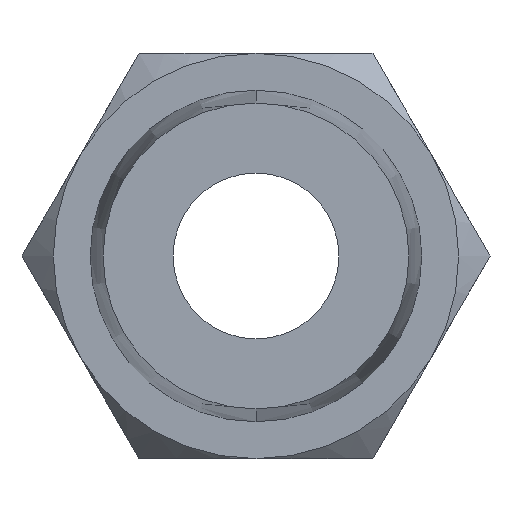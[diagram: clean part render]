
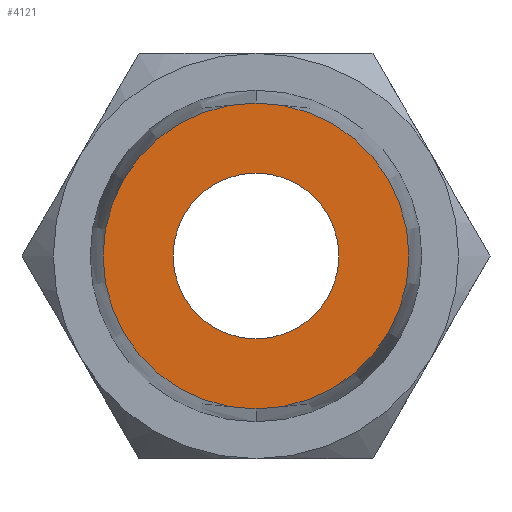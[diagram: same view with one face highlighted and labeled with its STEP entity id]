
A CAD part, left-side view. The second image highlights one B-rep face of the part: STEP entity #4121.
In plain terms, the highlighted planar face has unit normal (-1, 0, 0).
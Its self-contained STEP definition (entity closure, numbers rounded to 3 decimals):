
#89 = CARTESIAN_POINT ( 'NONE',  ( 0., 0., -4.15 ) ) ;
#105 = EDGE_CURVE ( 'NONE', #755, #991, #338, .T. ) ;
#338 = CIRCLE ( 'NONE', #1060, 2.25 ) ;
#521 = EDGE_CURVE ( 'NONE', #682, #4178, #1053, .T. ) ;
#682 = VERTEX_POINT ( 'NONE', #89 ) ;
#715 = AXIS2_PLACEMENT_3D ( 'NONE', #4152, #3798, #1041 ) ;
#755 = VERTEX_POINT ( 'NONE', #1160 ) ;
#772 = ORIENTED_EDGE ( 'NONE', *, *, #3203, .T. ) ;
#874 = ORIENTED_EDGE ( 'NONE', *, *, #521, .T. ) ;
#915 = ORIENTED_EDGE ( 'NONE', *, *, #1477, .T. ) ;
#991 = VERTEX_POINT ( 'NONE', #2737 ) ;
#1041 = DIRECTION ( 'NONE',  ( 0., 0., 1. ) ) ;
#1053 = CIRCLE ( 'NONE', #1140, 4.15 ) ;
#1060 = AXIS2_PLACEMENT_3D ( 'NONE', #3482, #1555, #4713 ) ;
#1140 = AXIS2_PLACEMENT_3D ( 'NONE', #4075, #3648, #4435 ) ;
#1160 = CARTESIAN_POINT ( 'NONE',  ( 0., 0., -2.25 ) ) ;
#1183 = PLANE ( 'NONE',  #3839 ) ;
#1298 = CIRCLE ( 'NONE', #1940, 2.25 ) ;
#1477 = EDGE_CURVE ( 'NONE', #991, #755, #1298, .T. ) ;
#1514 = FACE_OUTER_BOUND ( 'NONE', #2056, .T. ) ;
#1555 = DIRECTION ( 'NONE',  ( 1., 0., 0. ) ) ;
#1571 = ORIENTED_EDGE ( 'NONE', *, *, #105, .T. ) ;
#1940 = AXIS2_PLACEMENT_3D ( 'NONE', #2775, #4310, #2029 ) ;
#1990 = CIRCLE ( 'NONE', #715, 4.15 ) ;
#2029 = DIRECTION ( 'NONE',  ( 0., 0., -1. ) ) ;
#2056 = EDGE_LOOP ( 'NONE', ( #874, #772 ) ) ;
#2264 = CARTESIAN_POINT ( 'NONE',  ( 0., 0., 0. ) ) ;
#2737 = CARTESIAN_POINT ( 'NONE',  ( 0., 0., 2.25 ) ) ;
#2775 = CARTESIAN_POINT ( 'NONE',  ( 0., 0., 0. ) ) ;
#3084 = FACE_BOUND ( 'NONE', #3298, .T. ) ;
#3203 = EDGE_CURVE ( 'NONE', #4178, #682, #1990, .T. ) ;
#3298 = EDGE_LOOP ( 'NONE', ( #915, #1571 ) ) ;
#3442 = DIRECTION ( 'NONE',  ( 0., 0., -1. ) ) ;
#3482 = CARTESIAN_POINT ( 'NONE',  ( 0., 0., 0. ) ) ;
#3648 = DIRECTION ( 'NONE',  ( -1., 0., 0. ) ) ;
#3798 = DIRECTION ( 'NONE',  ( -1., 0., 0. ) ) ;
#3839 = AXIS2_PLACEMENT_3D ( 'NONE', #2264, #4223, #3442 ) ;
#4075 = CARTESIAN_POINT ( 'NONE',  ( 0., 0., 0. ) ) ;
#4121 = ADVANCED_FACE ( 'NONE', ( #3084, #1514 ), #1183, .F. ) ;
#4152 = CARTESIAN_POINT ( 'NONE',  ( 0., 0., 0. ) ) ;
#4178 = VERTEX_POINT ( 'NONE', #4599 ) ;
#4223 = DIRECTION ( 'NONE',  ( 1., 0., 0. ) ) ;
#4310 = DIRECTION ( 'NONE',  ( 1., 0., 0. ) ) ;
#4435 = DIRECTION ( 'NONE',  ( 0., 0., 1. ) ) ;
#4599 = CARTESIAN_POINT ( 'NONE',  ( 0., 0., 4.15 ) ) ;
#4713 = DIRECTION ( 'NONE',  ( 0., 0., -1. ) ) ;
